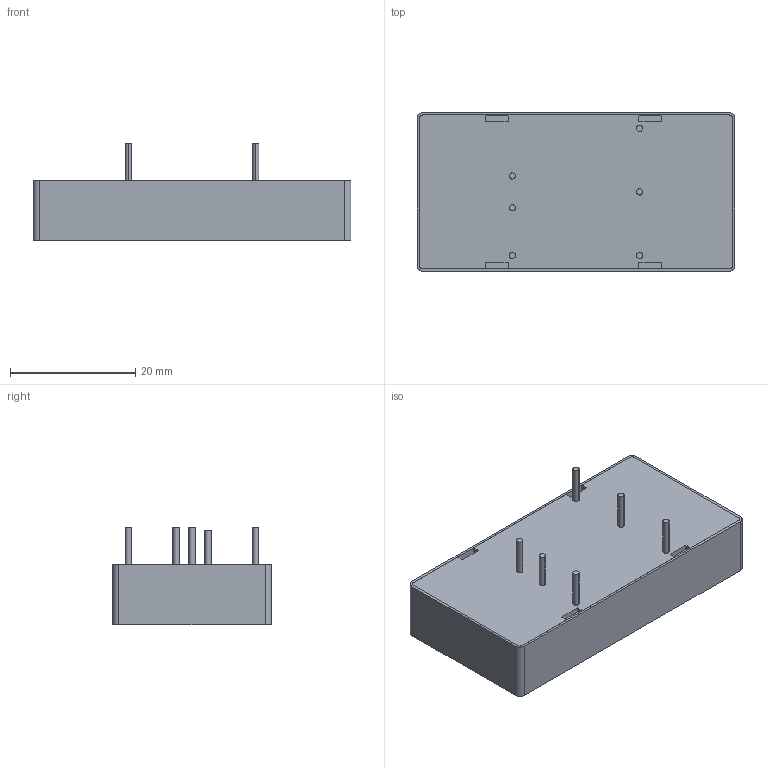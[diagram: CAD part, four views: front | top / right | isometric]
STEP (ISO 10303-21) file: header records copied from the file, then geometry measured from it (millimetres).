
FILE_DESCRIPTION (( 'STEP AP214' ), '1' );
FILE_NAME ('ten15wi.STEP', '2013-04-26T13:55:31', ( '' ), ( '' ), 'SwSTEP 2.0', 'SolidWorks 2013', '' );
FILE_SCHEMA (( 'AUTOMOTIVE_DESIGN' ));
Length unit declared in the file: millimetre
Products named in the file (4): ten15wi; TEL-15WI PIN; TEL-15WI PCB; TEL-15WI Series
Assembly tree (8 placements, depth 2):
  ten15wi
    TEL-15WI Series
    TEL-15WI PCB
    TEL-15WI PIN  x6
Bounding box: 50.8 x 25.4 x 15.6 mm (x, y, z)
Volume: 2060.5 mm3; surface area: 8072 mm2
Topology: 8 solids, 8 shells, 81 faces, 192 edges, 128 vertices
Faces by surface type: plane 45, cylinder 36
Entity records: 2126 total; most frequent: DIRECTION 358, CARTESIAN_POINT 342, ORIENTED_EDGE 324, EDGE_CURVE 162, AXIS2_PLACEMENT_3D 124, LINE 110, VECTOR 110, VERTEX_POINT 108
